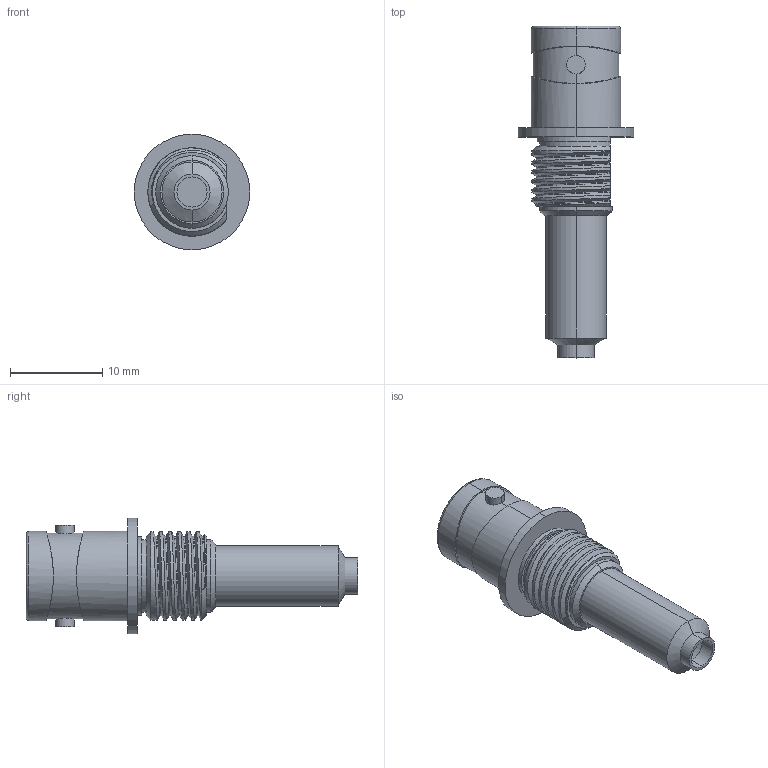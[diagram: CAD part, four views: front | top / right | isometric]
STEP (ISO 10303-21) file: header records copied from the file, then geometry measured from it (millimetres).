
FILE_DESCRIPTION((''),'2;1');
FILE_NAME('1','2021-09-06T',('Administrator'),(''),'PRO/ENGINEER BY PARAMETRIC TECHNOLOGY CORPORATION, 2012090','PRO/ENGINEER BY PARAMETRIC TECHNOLOGY CORPORATION, 2012090','');
FILE_SCHEMA(('CONFIG_CONTROL_DESIGN'));
Length unit declared in the file: millimetre
Products named in the file (1): 1
Bounding box: 12.5 x 35.9 x 12.5 mm (x, y, z)
Volume: 1198 mm3; surface area: 1904.8 mm2
Topology: 1 solids, 1 shells, 127 faces, 330 edges, 210 vertices
Faces by surface type: cylinder 44, plane 37, bspline 24, cone 20, torus 2
Entity records: 8155 total; most frequent: CARTESIAN_POINT 5174, ORIENTED_EDGE 656, DIRECTION 549, EDGE_CURVE 328, VERTEX_POINT 210, AXIS2_PLACEMENT_3D 207, VECTOR 135, LINE 135
